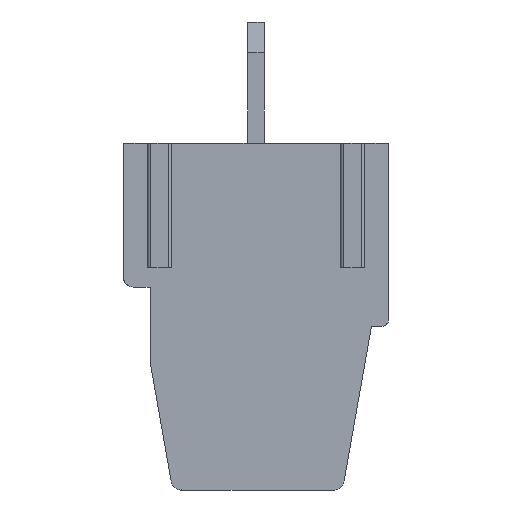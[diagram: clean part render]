
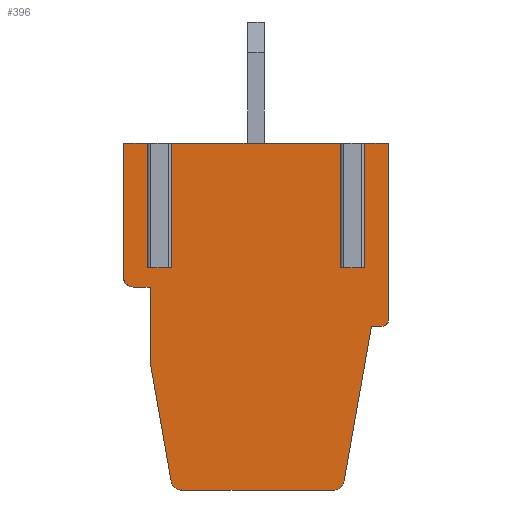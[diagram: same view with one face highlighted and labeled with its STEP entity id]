
A CAD part, front view. The second image highlights one B-rep face of the part: STEP entity #396.
In plain terms, the highlighted planar face has unit normal (0, -1, 0).
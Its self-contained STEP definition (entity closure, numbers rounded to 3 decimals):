
#396 = ADVANCED_FACE( '', ( #1109 ), #1110, .F. );
#1109 = FACE_OUTER_BOUND( '', #2180, .T. );
#1110 = PLANE( '', #2181 );
#2180 = EDGE_LOOP( '', ( #3360, #3361, #3362, #3363, #3364, #3365, #3366, #3367, #3368, #3369, #3370, #3371, #3372, #3373, #3374, #3375, #3376, #3377, #3378, #3379, #3380 ) );
#2181 = AXIS2_PLACEMENT_3D( '', #3381, #3382, #3383 );
#3360 = ORIENTED_EDGE( '', *, *, #6557, .T. );
#3361 = ORIENTED_EDGE( '', *, *, #6558, .T. );
#3362 = ORIENTED_EDGE( '', *, *, #6559, .F. );
#3363 = ORIENTED_EDGE( '', *, *, #6560, .T. );
#3364 = ORIENTED_EDGE( '', *, *, #6561, .T. );
#3365 = ORIENTED_EDGE( '', *, *, #6562, .T. );
#3366 = ORIENTED_EDGE( '', *, *, #6543, .F. );
#3367 = ORIENTED_EDGE( '', *, *, #6563, .T. );
#3368 = ORIENTED_EDGE( '', *, *, #6564, .T. );
#3369 = ORIENTED_EDGE( '', *, *, #6565, .T. );
#3370 = ORIENTED_EDGE( '', *, *, #6566, .T. );
#3371 = ORIENTED_EDGE( '', *, *, #6567, .F. );
#3372 = ORIENTED_EDGE( '', *, *, #6568, .F. );
#3373 = ORIENTED_EDGE( '', *, *, #6569, .F. );
#3374 = ORIENTED_EDGE( '', *, *, #6570, .T. );
#3375 = ORIENTED_EDGE( '', *, *, #6571, .T. );
#3376 = ORIENTED_EDGE( '', *, *, #6572, .T. );
#3377 = ORIENTED_EDGE( '', *, *, #6573, .F. );
#3378 = ORIENTED_EDGE( '', *, *, #6574, .F. );
#3379 = ORIENTED_EDGE( '', *, *, #6575, .T. );
#3380 = ORIENTED_EDGE( '', *, *, #6576, .T. );
#3381 = CARTESIAN_POINT( '', ( 20.298, -40., -4.395 ) );
#3382 = DIRECTION( '', ( 0., 1., 0. ) );
#3383 = DIRECTION( '', ( -1., 0., 0. ) );
#6543 = EDGE_CURVE( '', #7910, #7912, #7913, .T. );
#6557 = EDGE_CURVE( '', #7937, #7938, #7939, .T. );
#6558 = EDGE_CURVE( '', #7938, #7940, #7941, .T. );
#6559 = EDGE_CURVE( '', #7942, #7940, #7943, .T. );
#6560 = EDGE_CURVE( '', #7942, #7944, #7945, .F. );
#6561 = EDGE_CURVE( '', #7944, #7946, #7947, .T. );
#6562 = EDGE_CURVE( '', #7946, #7912, #7948, .T. );
#6563 = EDGE_CURVE( '', #7910, #7949, #7950, .F. );
#6564 = EDGE_CURVE( '', #7949, #7951, #7952, .T. );
#6565 = EDGE_CURVE( '', #7951, #7953, #7954, .T. );
#6566 = EDGE_CURVE( '', #7953, #7955, #7956, .F. );
#6567 = EDGE_CURVE( '', #7957, #7955, #7958, .T. );
#6568 = EDGE_CURVE( '', #7959, #7957, #7960, .T. );
#6569 = EDGE_CURVE( '', #7961, #7959, #7962, .T. );
#6570 = EDGE_CURVE( '', #7961, #7963, #7964, .F. );
#6571 = EDGE_CURVE( '', #7963, #7965, #7966, .T. );
#6572 = EDGE_CURVE( '', #7965, #7967, #7968, .F. );
#6573 = EDGE_CURVE( '', #7969, #7967, #7970, .T. );
#6574 = EDGE_CURVE( '', #7971, #7969, #7972, .T. );
#6575 = EDGE_CURVE( '', #7971, #7973, #7974, .F. );
#6576 = EDGE_CURVE( '', #7973, #7937, #7975, .T. );
#7910 = VERTEX_POINT( '', #9907 );
#7912 = VERTEX_POINT( '', #9909 );
#7913 = LINE( '', #9910, #9911 );
#7937 = VERTEX_POINT( '', #9947 );
#7938 = VERTEX_POINT( '', #9948 );
#7939 = LINE( '', #9949, #9950 );
#7940 = VERTEX_POINT( '', #9951 );
#7941 = LINE( '', #9952, #9953 );
#7942 = VERTEX_POINT( '', #9954 );
#7943 = LINE( '', #9955, #9956 );
#7944 = VERTEX_POINT( '', #9957 );
#7945 = LINE( '', #9958, #9959 );
#7946 = VERTEX_POINT( '', #9960 );
#7947 = LINE( '', #9961, #9962 );
#7948 = LINE( '', #9963, #9964 );
#7949 = VERTEX_POINT( '', #9965 );
#7950 = LINE( '', #9966, #9967 );
#7951 = VERTEX_POINT( '', #9968 );
#7952 = LINE( '', #9969, #9970 );
#7953 = VERTEX_POINT( '', #9971 );
#7954 = LINE( '', #9972, #9973 );
#7955 = VERTEX_POINT( '', #9974 );
#7956 = CIRCLE( '', #9975, 0.298 );
#7957 = VERTEX_POINT( '', #9976 );
#7958 = LINE( '', #9977, #9978 );
#7959 = VERTEX_POINT( '', #9979 );
#7960 = LINE( '', #9980, #9981 );
#7961 = VERTEX_POINT( '', #9982 );
#7962 = LINE( '', #9983, #9984 );
#7963 = VERTEX_POINT( '', #9985 );
#7964 = CIRCLE( '', #9986, 0.298 );
#7965 = VERTEX_POINT( '', #9987 );
#7966 = LINE( '', #9988, #9989 );
#7967 = VERTEX_POINT( '', #9990 );
#7968 = CIRCLE( '', #9991, 0.298 );
#7969 = VERTEX_POINT( '', #9992 );
#7970 = LINE( '', #9993, #9994 );
#7971 = VERTEX_POINT( '', #9995 );
#7972 = LINE( '', #9996, #9997 );
#7973 = VERTEX_POINT( '', #9998 );
#7974 = CIRCLE( '', #9999, 0.198 );
#7975 = LINE( '', #10000, #10001 );
#9907 = CARTESIAN_POINT( '', ( 20.73, -40., -3.8 ) );
#9909 = CARTESIAN_POINT( '', ( 21.47, -40., -3.8 ) );
#9910 = CARTESIAN_POINT( '', ( 20.78, -40., -3.8 ) );
#9911 = VECTOR( '', #12565, 1000. );
#9947 = CARTESIAN_POINT( '', ( 28.096, -40., 0. ) );
#9948 = CARTESIAN_POINT( '', ( 27.37, -40., 0. ) );
#9949 = CARTESIAN_POINT( '', ( 23.497, -40., 0. ) );
#9950 = VECTOR( '', #12580, 1000. );
#9951 = CARTESIAN_POINT( '', ( 27.37, -40., -3.8 ) );
#9952 = CARTESIAN_POINT( '', ( 27.37, -40., 0. ) );
#9953 = VECTOR( '', #12581, 1000. );
#9954 = CARTESIAN_POINT( '', ( 26.63, -40., -3.8 ) );
#9955 = CARTESIAN_POINT( '', ( 26.68, -40., -3.8 ) );
#9956 = VECTOR( '', #12582, 1000. );
#9957 = CARTESIAN_POINT( '', ( 26.63, -40., 0. ) );
#9958 = CARTESIAN_POINT( '', ( 26.63, -40., 0. ) );
#9959 = VECTOR( '', #12583, 1000. );
#9960 = CARTESIAN_POINT( '', ( 21.47, -40., 0. ) );
#9961 = CARTESIAN_POINT( '', ( 23.497, -40., 0. ) );
#9962 = VECTOR( '', #12584, 1000. );
#9963 = CARTESIAN_POINT( '', ( 21.47, -40., 0. ) );
#9964 = VECTOR( '', #12585, 1000. );
#9965 = CARTESIAN_POINT( '', ( 20.73, -40., 0. ) );
#9966 = CARTESIAN_POINT( '', ( 20.73, -40., 0. ) );
#9967 = VECTOR( '', #12586, 1000. );
#9968 = CARTESIAN_POINT( '', ( 20., -40., 0. ) );
#9969 = CARTESIAN_POINT( '', ( 23.497, -40., 0. ) );
#9970 = VECTOR( '', #12587, 1000. );
#9971 = CARTESIAN_POINT( '', ( 20., -40., -4.098 ) );
#9972 = CARTESIAN_POINT( '', ( 20., -40., 0. ) );
#9973 = VECTOR( '', #12588, 1000. );
#9974 = CARTESIAN_POINT( '', ( 20.298, -40., -4.395 ) );
#9975 = AXIS2_PLACEMENT_3D( '', #12589, #12590, #12591 );
#9976 = CARTESIAN_POINT( '', ( 20.814, -40., -4.395 ) );
#9977 = CARTESIAN_POINT( '', ( 20.814, -40., -4.395 ) );
#9978 = VECTOR( '', #12592, 1000. );
#9979 = CARTESIAN_POINT( '', ( 20.814, -40., -6.704 ) );
#9980 = CARTESIAN_POINT( '', ( 20.814, -40., -6.704 ) );
#9981 = VECTOR( '', #12593, 1000. );
#9982 = CARTESIAN_POINT( '', ( 21.451, -40., -10.317 ) );
#9983 = CARTESIAN_POINT( '', ( 21.498, -40., -10.587 ) );
#9984 = VECTOR( '', #12594, 1000. );
#9985 = CARTESIAN_POINT( '', ( 21.748, -40., -10.6 ) );
#9986 = AXIS2_PLACEMENT_3D( '', #12595, #12596, #12597 );
#9987 = CARTESIAN_POINT( '', ( 26.448, -40., -10.6 ) );
#9988 = CARTESIAN_POINT( '', ( 24.098, -40., -10.6 ) );
#9989 = VECTOR( '', #12598, 1000. );
#9990 = CARTESIAN_POINT( '', ( 26.745, -40., -10.317 ) );
#9991 = AXIS2_PLACEMENT_3D( '', #12599, #12600, #12601 );
#9992 = CARTESIAN_POINT( '', ( 27.577, -40., -5.596 ) );
#9993 = CARTESIAN_POINT( '', ( 27.577, -40., -5.596 ) );
#9994 = VECTOR( '', #12602, 1000. );
#9995 = CARTESIAN_POINT( '', ( 27.898, -40., -5.596 ) );
#9996 = CARTESIAN_POINT( '', ( 28.096, -40., -5.596 ) );
#9997 = VECTOR( '', #12603, 1000. );
#9998 = CARTESIAN_POINT( '', ( 28.096, -40., -5.398 ) );
#9999 = AXIS2_PLACEMENT_3D( '', #12604, #12605, #12606 );
#10000 = CARTESIAN_POINT( '', ( 28.096, -40., 0. ) );
#10001 = VECTOR( '', #12607, 1000. );
#12565 = DIRECTION( '', ( 1., 0., 0. ) );
#12580 = DIRECTION( '', ( -1., 0., 0. ) );
#12581 = DIRECTION( '', ( 0., 0., -1. ) );
#12582 = DIRECTION( '', ( 1., 0., 0. ) );
#12583 = DIRECTION( '', ( 0., 0., -1. ) );
#12584 = DIRECTION( '', ( -1., 0., 0. ) );
#12585 = DIRECTION( '', ( 0., 0., -1. ) );
#12586 = DIRECTION( '', ( 0., 0., -1. ) );
#12587 = DIRECTION( '', ( -1., 0., 0. ) );
#12588 = DIRECTION( '', ( 0., 0., -1. ) );
#12589 = CARTESIAN_POINT( '', ( 20.298, -40., -4.098 ) );
#12590 = DIRECTION( '', ( 0., 1., 0. ) );
#12591 = DIRECTION( '', ( 0., 0., 1. ) );
#12592 = DIRECTION( '', ( -1., 0., 0. ) );
#12593 = DIRECTION( '', ( 0., 0., 1. ) );
#12594 = DIRECTION( '', ( -0.174, 0., 0.985 ) );
#12595 = CARTESIAN_POINT( '', ( 21.748, -40., -10.302 ) );
#12596 = DIRECTION( '', ( 0., 1., 0. ) );
#12597 = DIRECTION( '', ( 0., 0., 1. ) );
#12598 = DIRECTION( '', ( 1., 0., 0. ) );
#12599 = CARTESIAN_POINT( '', ( 26.448, -40., -10.302 ) );
#12600 = DIRECTION( '', ( 0., 1., 0. ) );
#12601 = DIRECTION( '', ( 0., 0., 1. ) );
#12602 = DIRECTION( '', ( -0.174, 0., -0.985 ) );
#12603 = DIRECTION( '', ( -1., 0., 0. ) );
#12604 = CARTESIAN_POINT( '', ( 27.898, -40., -5.398 ) );
#12605 = DIRECTION( '', ( 0., 1., 0. ) );
#12606 = DIRECTION( '', ( 0., 0., 1. ) );
#12607 = DIRECTION( '', ( 0., 0., 1. ) );
